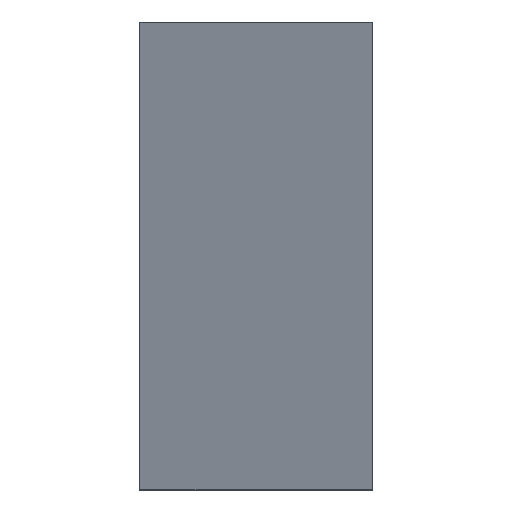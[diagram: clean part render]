
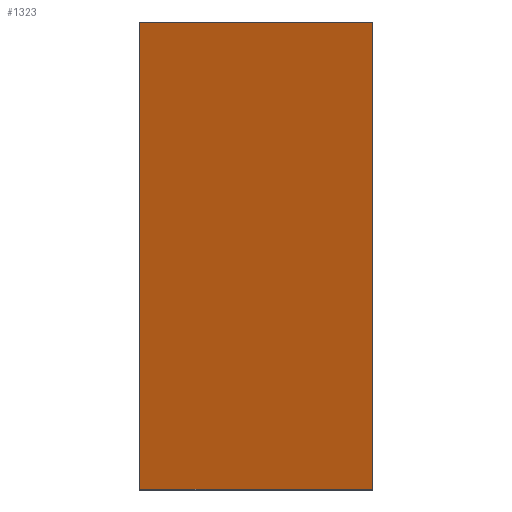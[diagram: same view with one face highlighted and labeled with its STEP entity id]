
A CAD part, top view. The second image highlights one B-rep face of the part: STEP entity #1323.
In plain terms, the highlighted planar face has unit normal (-0.375, 0, 0.927).
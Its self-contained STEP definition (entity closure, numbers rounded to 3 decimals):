
#215 = PLANE('',#216);
#216 = AXIS2_PLACEMENT_3D('',#217,#218,#219);
#217 = CARTESIAN_POINT('',(-1.,-20.,-20.));
#218 = DIRECTION('',(1.,0.,0.));
#219 = DIRECTION('',(0.,0.,1.));
#467 = VERTEX_POINT('',#468);
#468 = CARTESIAN_POINT('',(-1.,20.,19.581));
#482 = PLANE('',#483);
#483 = AXIS2_PLACEMENT_3D('',#484,#485,#486);
#484 = CARTESIAN_POINT('',(-21.,20.,-20.));
#485 = DIRECTION('',(0.,1.,0.));
#486 = DIRECTION('',(0.,0.,1.));
#494 = EDGE_CURVE('',#467,#495,#497,.T.);
#495 = VERTEX_POINT('',#496);
#496 = CARTESIAN_POINT('',(-1.,-20.,19.581));
#497 = SURFACE_CURVE('',#498,(#502,#508),.PCURVE_S1.);
#498 = LINE('',#499,#500);
#499 = CARTESIAN_POINT('',(-1.,-20.,19.581));
#500 = VECTOR('',#501,1.);
#501 = DIRECTION('',(0.,-1.,0.));
#502 = PCURVE('',#215,#503);
#503 = DEFINITIONAL_REPRESENTATION('',(#504),#507);
#504 = B_SPLINE_CURVE_WITH_KNOTS('',1,(#505,#506),.UNSPECIFIED.,.F.,.F.,
  (2,2),(-40.,0.),.PIECEWISE_BEZIER_KNOTS.);
#505 = CARTESIAN_POINT('',(39.581,-40.));
#506 = CARTESIAN_POINT('',(39.581,0.));
#507 = ( GEOMETRIC_REPRESENTATION_CONTEXT(2) 
PARAMETRIC_REPRESENTATION_CONTEXT() REPRESENTATION_CONTEXT('2D SPACE',''
  ) );
#508 = PCURVE('',#509,#514);
#509 = PLANE('',#510);
#510 = AXIS2_PLACEMENT_3D('',#511,#512,#513);
#511 = CARTESIAN_POINT('',(-21.,-20.,11.5));
#512 = DIRECTION('',(-0.375,0.,0.927));
#513 = DIRECTION('',(0.927,0.,0.375));
#514 = DEFINITIONAL_REPRESENTATION('',(#515),#518);
#515 = B_SPLINE_CURVE_WITH_KNOTS('',1,(#516,#517),.UNSPECIFIED.,.F.,.F.,
  (2,2),(-40.,0.),.PIECEWISE_BEZIER_KNOTS.);
#516 = CARTESIAN_POINT('',(21.571,40.));
#517 = CARTESIAN_POINT('',(21.571,0.));
#518 = ( GEOMETRIC_REPRESENTATION_CONTEXT(2) 
PARAMETRIC_REPRESENTATION_CONTEXT() REPRESENTATION_CONTEXT('2D SPACE',''
  ) );
#536 = PLANE('',#537);
#537 = AXIS2_PLACEMENT_3D('',#538,#539,#540);
#538 = CARTESIAN_POINT('',(-21.,-20.,-20.));
#539 = DIRECTION('',(0.,1.,0.));
#540 = DIRECTION('',(0.,0.,1.));
#820 = PLANE('',#821);
#821 = AXIS2_PLACEMENT_3D('',#822,#823,#824);
#822 = CARTESIAN_POINT('',(-21.,-20.,-20.));
#823 = DIRECTION('',(1.,0.,0.));
#824 = DIRECTION('',(0.,0.,1.));
#1185 = PLANE('',#1186);
#1186 = AXIS2_PLACEMENT_3D('',#1187,#1188,#1189);
#1187 = CARTESIAN_POINT('',(-21.,-20.,13.5));
#1188 = DIRECTION('',(0.,1.,0.));
#1189 = DIRECTION('',(0.,0.,1.));
#1281 = VERTEX_POINT('',#1282);
#1282 = CARTESIAN_POINT('',(-1.199,-20.,19.5));
#1303 = EDGE_CURVE('',#1281,#495,#1304,.T.);
#1304 = SURFACE_CURVE('',#1305,(#1309,#1316),.PCURVE_S1.);
#1305 = LINE('',#1306,#1307);
#1306 = CARTESIAN_POINT('',(-21.,-20.,11.5));
#1307 = VECTOR('',#1308,1.);
#1308 = DIRECTION('',(0.927,0.,0.375));
#1309 = PCURVE('',#536,#1310);
#1310 = DEFINITIONAL_REPRESENTATION('',(#1311),#1315);
#1311 = LINE('',#1312,#1313);
#1312 = CARTESIAN_POINT('',(31.5,0.));
#1313 = VECTOR('',#1314,1.);
#1314 = DIRECTION('',(0.375,0.927));
#1315 = ( GEOMETRIC_REPRESENTATION_CONTEXT(2) 
PARAMETRIC_REPRESENTATION_CONTEXT() REPRESENTATION_CONTEXT('2D SPACE',''
  ) );
#1316 = PCURVE('',#509,#1317);
#1317 = DEFINITIONAL_REPRESENTATION('',(#1318),#1322);
#1318 = LINE('',#1319,#1320);
#1319 = CARTESIAN_POINT('',(0.,0.));
#1320 = VECTOR('',#1321,1.);
#1321 = DIRECTION('',(1.,0.));
#1322 = ( GEOMETRIC_REPRESENTATION_CONTEXT(2) 
PARAMETRIC_REPRESENTATION_CONTEXT() REPRESENTATION_CONTEXT('2D SPACE',''
  ) );
#1323 = ADVANCED_FACE('',(#1324),#509,.T.);
#1324 = FACE_BOUND('',#1325,.T.);
#1325 = EDGE_LOOP('',(#1326,#1349,#1372,#1400,#1421,#1422));
#1326 = ORIENTED_EDGE('',*,*,#1327,.F.);
#1327 = EDGE_CURVE('',#1328,#467,#1330,.T.);
#1328 = VERTEX_POINT('',#1329);
#1329 = CARTESIAN_POINT('',(-21.,20.,11.5));
#1330 = SURFACE_CURVE('',#1331,(#1335,#1342),.PCURVE_S1.);
#1331 = LINE('',#1332,#1333);
#1332 = CARTESIAN_POINT('',(-21.,20.,11.5));
#1333 = VECTOR('',#1334,1.);
#1334 = DIRECTION('',(0.927,0.,0.375));
#1335 = PCURVE('',#509,#1336);
#1336 = DEFINITIONAL_REPRESENTATION('',(#1337),#1341);
#1337 = LINE('',#1338,#1339);
#1338 = CARTESIAN_POINT('',(0.,40.));
#1339 = VECTOR('',#1340,1.);
#1340 = DIRECTION('',(1.,0.));
#1341 = ( GEOMETRIC_REPRESENTATION_CONTEXT(2) 
PARAMETRIC_REPRESENTATION_CONTEXT() REPRESENTATION_CONTEXT('2D SPACE',''
  ) );
#1342 = PCURVE('',#482,#1343);
#1343 = DEFINITIONAL_REPRESENTATION('',(#1344),#1348);
#1344 = LINE('',#1345,#1346);
#1345 = CARTESIAN_POINT('',(31.5,0.));
#1346 = VECTOR('',#1347,1.);
#1347 = DIRECTION('',(0.375,0.927));
#1348 = ( GEOMETRIC_REPRESENTATION_CONTEXT(2) 
PARAMETRIC_REPRESENTATION_CONTEXT() REPRESENTATION_CONTEXT('2D SPACE',''
  ) );
#1349 = ORIENTED_EDGE('',*,*,#1350,.F.);
#1350 = EDGE_CURVE('',#1351,#1328,#1353,.T.);
#1351 = VERTEX_POINT('',#1352);
#1352 = CARTESIAN_POINT('',(-21.,-20.,11.5));
#1353 = SURFACE_CURVE('',#1354,(#1358,#1365),.PCURVE_S1.);
#1354 = LINE('',#1355,#1356);
#1355 = CARTESIAN_POINT('',(-21.,-20.,11.5));
#1356 = VECTOR('',#1357,1.);
#1357 = DIRECTION('',(0.,1.,0.));
#1358 = PCURVE('',#509,#1359);
#1359 = DEFINITIONAL_REPRESENTATION('',(#1360),#1364);
#1360 = LINE('',#1361,#1362);
#1361 = CARTESIAN_POINT('',(0.,0.));
#1362 = VECTOR('',#1363,1.);
#1363 = DIRECTION('',(0.,1.));
#1364 = ( GEOMETRIC_REPRESENTATION_CONTEXT(2) 
PARAMETRIC_REPRESENTATION_CONTEXT() REPRESENTATION_CONTEXT('2D SPACE',''
  ) );
#1365 = PCURVE('',#820,#1366);
#1366 = DEFINITIONAL_REPRESENTATION('',(#1367),#1371);
#1367 = LINE('',#1368,#1369);
#1368 = CARTESIAN_POINT('',(31.5,0.));
#1369 = VECTOR('',#1370,1.);
#1370 = DIRECTION('',(0.,-1.));
#1371 = ( GEOMETRIC_REPRESENTATION_CONTEXT(2) 
PARAMETRIC_REPRESENTATION_CONTEXT() REPRESENTATION_CONTEXT('2D SPACE',''
  ) );
#1372 = ORIENTED_EDGE('',*,*,#1373,.T.);
#1373 = EDGE_CURVE('',#1351,#1374,#1376,.T.);
#1374 = VERTEX_POINT('',#1375);
#1375 = CARTESIAN_POINT('',(-16.05,-20.,13.5));
#1376 = SURFACE_CURVE('',#1377,(#1381,#1388),.PCURVE_S1.);
#1377 = LINE('',#1378,#1379);
#1378 = CARTESIAN_POINT('',(-21.,-20.,11.5));
#1379 = VECTOR('',#1380,1.);
#1380 = DIRECTION('',(0.927,0.,0.375));
#1381 = PCURVE('',#509,#1382);
#1382 = DEFINITIONAL_REPRESENTATION('',(#1383),#1387);
#1383 = LINE('',#1384,#1385);
#1384 = CARTESIAN_POINT('',(0.,0.));
#1385 = VECTOR('',#1386,1.);
#1386 = DIRECTION('',(1.,0.));
#1387 = ( GEOMETRIC_REPRESENTATION_CONTEXT(2) 
PARAMETRIC_REPRESENTATION_CONTEXT() REPRESENTATION_CONTEXT('2D SPACE',''
  ) );
#1388 = PCURVE('',#1389,#1394);
#1389 = PLANE('',#1390);
#1390 = AXIS2_PLACEMENT_3D('',#1391,#1392,#1393);
#1391 = CARTESIAN_POINT('',(-21.,-20.,-20.));
#1392 = DIRECTION('',(0.,1.,0.));
#1393 = DIRECTION('',(0.,0.,1.));
#1394 = DEFINITIONAL_REPRESENTATION('',(#1395),#1399);
#1395 = LINE('',#1396,#1397);
#1396 = CARTESIAN_POINT('',(31.5,0.));
#1397 = VECTOR('',#1398,1.);
#1398 = DIRECTION('',(0.375,0.927));
#1399 = ( GEOMETRIC_REPRESENTATION_CONTEXT(2) 
PARAMETRIC_REPRESENTATION_CONTEXT() REPRESENTATION_CONTEXT('2D SPACE',''
  ) );
#1400 = ORIENTED_EDGE('',*,*,#1401,.T.);
#1401 = EDGE_CURVE('',#1374,#1281,#1402,.T.);
#1402 = SURFACE_CURVE('',#1403,(#1407,#1414),.PCURVE_S1.);
#1403 = LINE('',#1404,#1405);
#1404 = CARTESIAN_POINT('',(-21.,-20.,11.5));
#1405 = VECTOR('',#1406,1.);
#1406 = DIRECTION('',(0.927,0.,0.375));
#1407 = PCURVE('',#509,#1408);
#1408 = DEFINITIONAL_REPRESENTATION('',(#1409),#1413);
#1409 = LINE('',#1410,#1411);
#1410 = CARTESIAN_POINT('',(0.,0.));
#1411 = VECTOR('',#1412,1.);
#1412 = DIRECTION('',(1.,0.));
#1413 = ( GEOMETRIC_REPRESENTATION_CONTEXT(2) 
PARAMETRIC_REPRESENTATION_CONTEXT() REPRESENTATION_CONTEXT('2D SPACE',''
  ) );
#1414 = PCURVE('',#1185,#1415);
#1415 = DEFINITIONAL_REPRESENTATION('',(#1416),#1420);
#1416 = LINE('',#1417,#1418);
#1417 = CARTESIAN_POINT('',(-2.,0.));
#1418 = VECTOR('',#1419,1.);
#1419 = DIRECTION('',(0.375,0.927));
#1420 = ( GEOMETRIC_REPRESENTATION_CONTEXT(2) 
PARAMETRIC_REPRESENTATION_CONTEXT() REPRESENTATION_CONTEXT('2D SPACE',''
  ) );
#1421 = ORIENTED_EDGE('',*,*,#1303,.T.);
#1422 = ORIENTED_EDGE('',*,*,#494,.F.);
